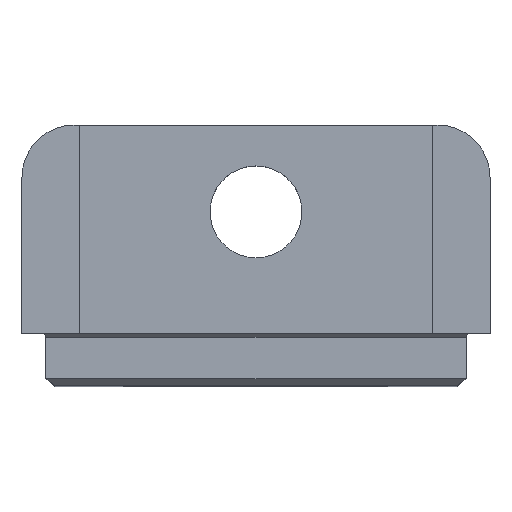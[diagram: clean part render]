
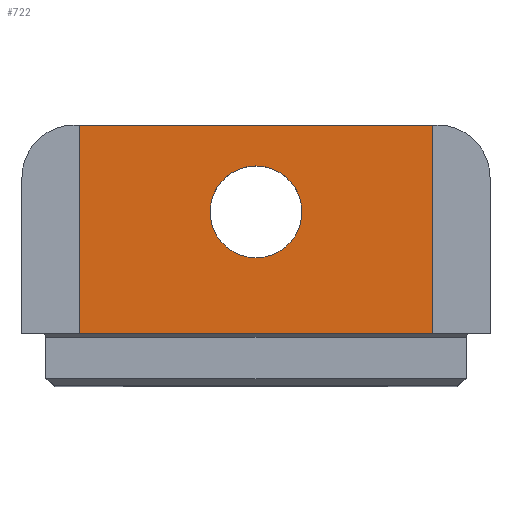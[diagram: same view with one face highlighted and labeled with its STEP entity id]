
A CAD part, top view. The second image highlights one B-rep face of the part: STEP entity #722.
In plain terms, the highlighted planar face has unit normal (0, 0, 1).
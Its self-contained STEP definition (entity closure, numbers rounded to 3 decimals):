
#16=FACE_BOUND('',#133,.T.);
#49=CIRCLE('',#783,2.65);
#91=FACE_OUTER_BOUND('',#132,.T.);
#132=EDGE_LOOP('',(#548,#549,#550,#551));
#133=EDGE_LOOP('',(#552));
#188=LINE('',#1221,#255);
#191=LINE('',#1228,#258);
#192=LINE('',#1229,#259);
#193=LINE('',#1230,#260);
#255=VECTOR('',#930,1000.);
#258=VECTOR('',#935,10.);
#259=VECTOR('',#936,1000.);
#260=VECTOR('',#937,1000.);
#325=VERTEX_POINT('',#1186);
#336=VERTEX_POINT('',#1218);
#337=VERTEX_POINT('',#1220);
#339=VERTEX_POINT('',#1226);
#340=VERTEX_POINT('',#1227);
#401=EDGE_CURVE('',#325,#325,#49,.T.);
#418=EDGE_CURVE('',#336,#337,#188,.T.);
#421=EDGE_CURVE('',#339,#340,#191,.T.);
#422=EDGE_CURVE('',#337,#340,#192,.T.);
#423=EDGE_CURVE('',#336,#339,#193,.T.);
#548=ORIENTED_EDGE('',*,*,#421,.T.);
#549=ORIENTED_EDGE('',*,*,#422,.F.);
#550=ORIENTED_EDGE('',*,*,#418,.F.);
#551=ORIENTED_EDGE('',*,*,#423,.T.);
#552=ORIENTED_EDGE('',*,*,#401,.T.);
#692=PLANE('',#794);
#722=ADVANCED_FACE('',(#91,#16),#692,.F.);
#783=AXIS2_PLACEMENT_3D('',#1187,#897,#898);
#794=AXIS2_PLACEMENT_3D('',#1225,#933,#934);
#897=DIRECTION('center_axis',(0.,0.,
-1.));
#898=DIRECTION('ref_axis',(-1.,0.,0.));
#930=DIRECTION('',(1.,0.,0.));
#933=DIRECTION('center_axis',(0.,0.,
-1.));
#934=DIRECTION('ref_axis',(-1.,0.,0.));
#935=DIRECTION('',(1.,0.,0.));
#936=DIRECTION('',(0.,-1.,0.));
#937=DIRECTION('',(0.,-1.,0.));
#1186=CARTESIAN_POINT('',(2.65,10.,-10.));
#1187=CARTESIAN_POINT('Origin',(0.,10.,-10.));
#1218=CARTESIAN_POINT('',(-10.2,15.,-10.));
#1220=CARTESIAN_POINT('',(10.2,15.,-10.));
#1221=CARTESIAN_POINT('',(-10.,15.,-10.));
#1225=CARTESIAN_POINT('Origin',(-10.,5.,-10.));
#1226=CARTESIAN_POINT('',(-10.2,3.,-10.));
#1227=CARTESIAN_POINT('',(10.2,3.,-10.));
#1228=CARTESIAN_POINT('',(2.5,3.,-10.));
#1229=CARTESIAN_POINT('',(10.2,5.,-10.));
#1230=CARTESIAN_POINT('',(-10.2,5.,-10.));
